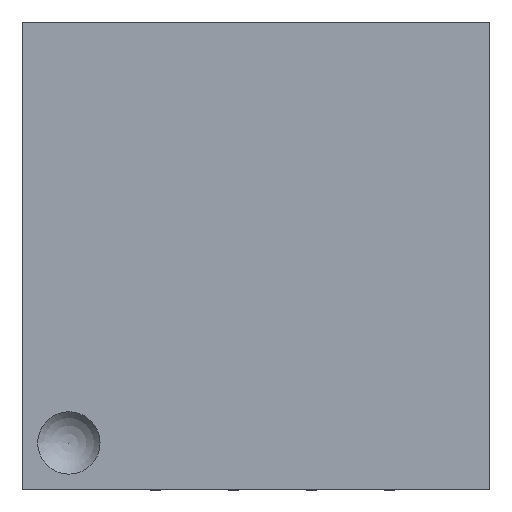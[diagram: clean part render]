
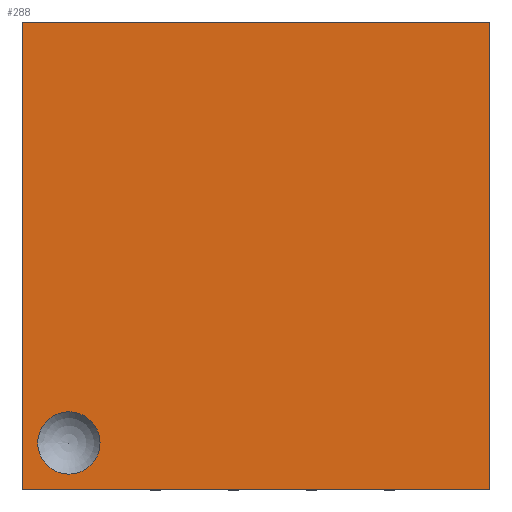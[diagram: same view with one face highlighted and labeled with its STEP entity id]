
A CAD part, top view. The second image highlights one B-rep face of the part: STEP entity #288.
In plain terms, the highlighted planar face has unit normal (0, 0, 1).
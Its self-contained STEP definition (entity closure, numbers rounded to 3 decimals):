
#288=ADVANCED_FACE('',(#468,#469),#371,.T.);
#371=PLANE('',#1846);
#447=CIRCLE('',#1845,0.2);
#468=FACE_BOUND('',#476,.T.);
#469=FACE_BOUND('',#477,.T.);
#476=EDGE_LOOP('',(#708));
#477=EDGE_LOOP('',(#709,#710,#711,#712));
#708=ORIENTED_EDGE('',*,*,#1303,.T.);
#709=ORIENTED_EDGE('',*,*,#1259,.T.);
#710=ORIENTED_EDGE('',*,*,#1274,.T.);
#711=ORIENTED_EDGE('',*,*,#1279,.T.);
#712=ORIENTED_EDGE('',*,*,#1301,.T.);
#1100=VERTEX_POINT('',#2600);
#1101=VERTEX_POINT('',#2602);
#1110=VERTEX_POINT('',#2626);
#1113=VERTEX_POINT('',#2635);
#1128=VERTEX_POINT('',#2677);
#1259=EDGE_CURVE('',#1101,#1100,#1475,.T.);
#1274=EDGE_CURVE('',#1100,#1110,#1490,.T.);
#1279=EDGE_CURVE('',#1110,#1113,#1495,.T.);
#1301=EDGE_CURVE('',#1113,#1101,#1517,.T.);
#1303=EDGE_CURVE('',#1128,#1128,#447,.T.);
#1475=LINE('',#2601,#1672);
#1490=LINE('',#2627,#1687);
#1495=LINE('',#2636,#1692);
#1517=LINE('',#2673,#1714);
#1672=VECTOR('',#2066,1.);
#1687=VECTOR('',#2083,1.);
#1692=VECTOR('',#2090,1.);
#1714=VECTOR('',#2114,1.);
#1845=AXIS2_PLACEMENT_3D('',#2676,#2118,#2119);
#1846=AXIS2_PLACEMENT_3D('',#2678,#2120,#2121);
#2066=DIRECTION('',(0.,-1.,0.));
#2083=DIRECTION('',(1.,0.,0.));
#2090=DIRECTION('',(0.,1.,0.));
#2114=DIRECTION('',(-1.,0.,0.));
#2118=DIRECTION('',(0.,0.,-1.));
#2119=DIRECTION('',(-1.,0.,0.));
#2120=DIRECTION('',(0.,0.,1.));
#2121=DIRECTION('',(1.,0.,0.));
#2600=CARTESIAN_POINT('',(-1.5,-1.5,0.81));
#2601=CARTESIAN_POINT('',(-1.5,1.5,0.81));
#2602=CARTESIAN_POINT('',(-1.5,1.5,0.81));
#2626=CARTESIAN_POINT('',(1.5,-1.5,0.81));
#2627=CARTESIAN_POINT('',(-1.5,-1.5,0.81));
#2635=CARTESIAN_POINT('',(1.5,1.5,0.81));
#2636=CARTESIAN_POINT('',(1.5,-1.5,0.81));
#2673=CARTESIAN_POINT('',(1.5,1.5,0.81));
#2676=CARTESIAN_POINT('',(-1.2,-1.2,0.81));
#2677=CARTESIAN_POINT('',(-1.4,-1.2,0.81));
#2678=CARTESIAN_POINT('',(0.,0.,0.81));
